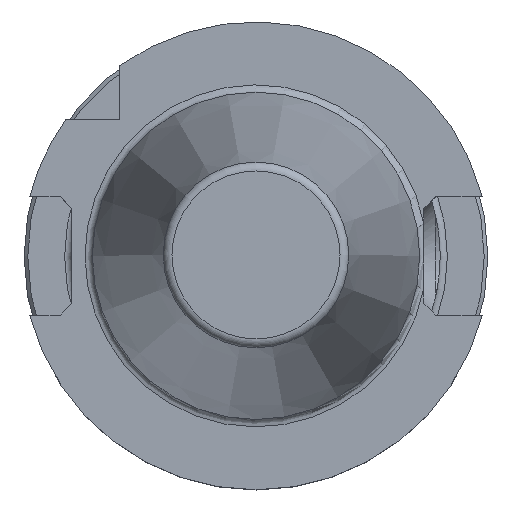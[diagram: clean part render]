
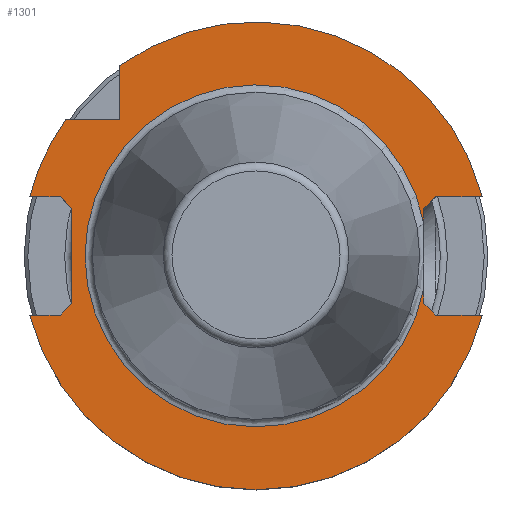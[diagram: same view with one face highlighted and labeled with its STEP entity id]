
A CAD part, top view. The second image highlights one B-rep face of the part: STEP entity #1301.
In plain terms, the highlighted planar face has unit normal (0, 0, 1).
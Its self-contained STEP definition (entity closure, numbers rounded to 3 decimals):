
#104=LINE('',#2278,#187);
#107=LINE('',#2295,#190);
#109=LINE('',#2299,#192);
#111=LINE('',#2308,#194);
#113=LINE('',#2321,#196);
#115=LINE('',#2329,#198);
#118=LINE('',#2337,#201);
#120=LINE('',#2341,#203);
#123=LINE('',#2349,#206);
#125=LINE('',#2363,#208);
#128=LINE('',#2380,#211);
#129=LINE('',#2381,#212);
#132=LINE('',#2386,#215);
#187=VECTOR('',#1716,1000.);
#190=VECTOR('',#1725,1000.);
#192=VECTOR('',#1729,1000.);
#194=VECTOR('',#1733,1000.);
#196=VECTOR('',#1737,1000.);
#198=VECTOR('',#1741,1000.);
#201=VECTOR('',#1750,1000.);
#203=VECTOR('',#1754,1000.);
#206=VECTOR('',#1763,1000.);
#208=VECTOR('',#1767,1000.);
#211=VECTOR('',#1778,1000.);
#212=VECTOR('',#1779,1000.);
#215=VECTOR('',#1784,1000.);
#570=ORIENTED_EDGE('',*,*,#802,.T.);
#571=ORIENTED_EDGE('',*,*,#799,.T.);
#572=ORIENTED_EDGE('',*,*,#796,.T.);
#573=ORIENTED_EDGE('',*,*,#798,.T.);
#574=ORIENTED_EDGE('',*,*,#792,.T.);
#575=ORIENTED_EDGE('',*,*,#788,.T.);
#576=ORIENTED_EDGE('',*,*,#786,.F.);
#577=ORIENTED_EDGE('',*,*,#784,.F.);
#578=ORIENTED_EDGE('',*,*,#782,.F.);
#579=ORIENTED_EDGE('',*,*,#781,.F.);
#580=ORIENTED_EDGE('',*,*,#778,.T.);
#581=ORIENTED_EDGE('',*,*,#775,.T.);
#582=ORIENTED_EDGE('',*,*,#771,.T.);
#583=ORIENTED_EDGE('',*,*,#768,.T.);
#584=ORIENTED_EDGE('',*,*,#766,.T.);
#585=ORIENTED_EDGE('',*,*,#764,.F.);
#586=ORIENTED_EDGE('',*,*,#760,.T.);
#760=EDGE_CURVE('',#911,#910,#104,.T.);
#764=EDGE_CURVE('',#911,#913,#992,.T.);
#766=EDGE_CURVE('',#914,#913,#107,.T.);
#768=EDGE_CURVE('',#915,#914,#109,.T.);
#771=EDGE_CURVE('',#917,#915,#111,.T.);
#775=EDGE_CURVE('',#919,#917,#113,.T.);
#778=EDGE_CURVE('',#920,#919,#115,.T.);
#781=EDGE_CURVE('',#920,#921,#993,.T.);
#782=EDGE_CURVE('',#921,#922,#118,.T.);
#784=EDGE_CURVE('',#922,#923,#120,.T.);
#786=EDGE_CURVE('',#923,#924,#994,.T.);
#788=EDGE_CURVE('',#925,#924,#123,.T.);
#792=EDGE_CURVE('',#928,#925,#125,.T.);
#796=EDGE_CURVE('',#931,#930,#995,.F.);
#798=EDGE_CURVE('',#930,#928,#128,.T.);
#799=EDGE_CURVE('',#933,#931,#129,.T.);
#802=EDGE_CURVE('',#910,#933,#132,.T.);
#910=VERTEX_POINT('',#2277);
#911=VERTEX_POINT('',#2279);
#913=VERTEX_POINT('',#2292);
#914=VERTEX_POINT('',#2296);
#915=VERTEX_POINT('',#2300);
#917=VERTEX_POINT('',#2309);
#919=VERTEX_POINT('',#2322);
#920=VERTEX_POINT('',#2330);
#921=VERTEX_POINT('',#2334);
#922=VERTEX_POINT('',#2338);
#923=VERTEX_POINT('',#2342);
#924=VERTEX_POINT('',#2346);
#925=VERTEX_POINT('',#2350);
#928=VERTEX_POINT('',#2364);
#930=VERTEX_POINT('',#2374);
#931=VERTEX_POINT('',#2375);
#933=VERTEX_POINT('',#2382);
#992=CIRCLE('',#1426,31.775);
#993=CIRCLE('',#1433,31.775);
#994=CIRCLE('',#1437,31.775);
#995=CIRCLE('',#1441,23.225);
#1080=EDGE_LOOP('',(#570,#571,#572,#573,#574,#575,#576,#577,#578,#579,#580,
#581,#582,#583,#584,#585,#586));
#1179=FACE_BOUND('',#1080,.T.);
#1235=PLANE('',#1445);
#1301=ADVANCED_FACE('',(#1179),#1235,.T.);
#1426=AXIS2_PLACEMENT_3D('',#2291,#1720,#1721);
#1433=AXIS2_PLACEMENT_3D('',#2335,#1746,#1747);
#1437=AXIS2_PLACEMENT_3D('',#2345,#1758,#1759);
#1441=AXIS2_PLACEMENT_3D('',#2376,#1772,#1773);
#1445=AXIS2_PLACEMENT_3D('',#2387,#1785,#1786);
#1716=DIRECTION('',(-1.,0.,0.));
#1720=DIRECTION('',(0.,0.,-1.));
#1721=DIRECTION('',(-1.,0.,0.));
#1725=DIRECTION('',(-1.,0.,0.));
#1729=DIRECTION('',(-0.707,-0.707,0.));
#1733=DIRECTION('',(0.,-1.,0.));
#1737=DIRECTION('',(0.707,-0.707,0.));
#1741=DIRECTION('',(1.,0.,0.));
#1746=DIRECTION('',(0.,0.,-1.));
#1747=DIRECTION('',(-1.,0.,0.));
#1750=DIRECTION('',(1.,0.,0.));
#1754=DIRECTION('',(0.,1.,0.));
#1758=DIRECTION('',(0.,0.,-1.));
#1759=DIRECTION('',(-1.,0.,0.));
#1763=DIRECTION('',(1.,0.,0.));
#1767=DIRECTION('',(0.707,0.707,0.));
#1772=DIRECTION('',(0.,0.,1.));
#1773=DIRECTION('',(1.,0.,0.));
#1778=DIRECTION('',(0.,1.,0.));
#1779=DIRECTION('',(0.,1.,0.));
#1784=DIRECTION('',(-0.707,0.707,0.));
#1785=DIRECTION('',(0.,0.,1.));
#1786=DIRECTION('',(1.,0.,0.));
#2277=CARTESIAN_POINT('',(24.4,-8.05,-3.2));
#2278=CARTESIAN_POINT('',(-22.225,-8.05,-3.2));
#2279=CARTESIAN_POINT('',(30.738,-8.05,-3.2));
#2291=CARTESIAN_POINT('',(0.,0.,-3.2));
#2292=CARTESIAN_POINT('',(-30.738,-8.05,-3.2));
#2295=CARTESIAN_POINT('',(-22.225,-8.05,-3.2));
#2296=CARTESIAN_POINT('',(-26.6,-8.05,-3.2));
#2299=CARTESIAN_POINT('',(-20.388,-1.838,-3.2));
#2300=CARTESIAN_POINT('',(-25.,-6.45,-3.2));
#2308=CARTESIAN_POINT('',(-25.,0.,-3.2));
#2309=CARTESIAN_POINT('',(-25.,6.45,-3.2));
#2321=CARTESIAN_POINT('',(-20.388,1.838,-3.2));
#2322=CARTESIAN_POINT('',(-26.6,8.05,-3.2));
#2329=CARTESIAN_POINT('',(-22.225,8.05,-3.2));
#2330=CARTESIAN_POINT('',(-30.738,8.05,-3.2));
#2334=CARTESIAN_POINT('',(-25.834,18.5,-3.2));
#2335=CARTESIAN_POINT('',(0.,0.,-3.2));
#2337=CARTESIAN_POINT('',(-22.225,18.5,-3.2));
#2338=CARTESIAN_POINT('',(-18.5,18.5,-3.2));
#2341=CARTESIAN_POINT('',(-18.5,0.,-3.2));
#2342=CARTESIAN_POINT('',(-18.5,25.834,-3.2));
#2345=CARTESIAN_POINT('',(0.,0.,-3.2));
#2346=CARTESIAN_POINT('',(30.738,8.05,-3.2));
#2349=CARTESIAN_POINT('',(-22.225,8.05,-3.2));
#2350=CARTESIAN_POINT('',(24.4,8.05,-3.2));
#2363=CARTESIAN_POINT('',(-2.938,-19.288,-3.2));
#2364=CARTESIAN_POINT('',(22.8,6.45,-3.2));
#2374=CARTESIAN_POINT('',(22.8,4.423,-3.2));
#2375=CARTESIAN_POINT('',(22.8,-4.423,-3.2));
#2376=CARTESIAN_POINT('',(0.,0.,-3.2));
#2380=CARTESIAN_POINT('',(22.8,0.,-3.2));
#2381=CARTESIAN_POINT('',(22.8,0.,-3.2));
#2382=CARTESIAN_POINT('',(22.8,-6.45,-3.2));
#2386=CARTESIAN_POINT('',(-2.938,19.288,-3.2));
#2387=CARTESIAN_POINT('',(-22.225,0.,-3.2));
